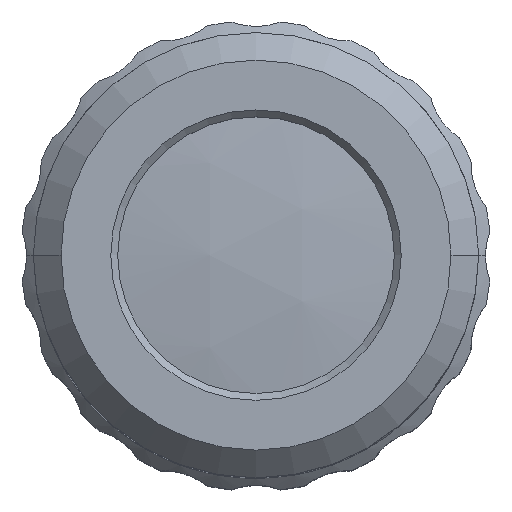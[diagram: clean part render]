
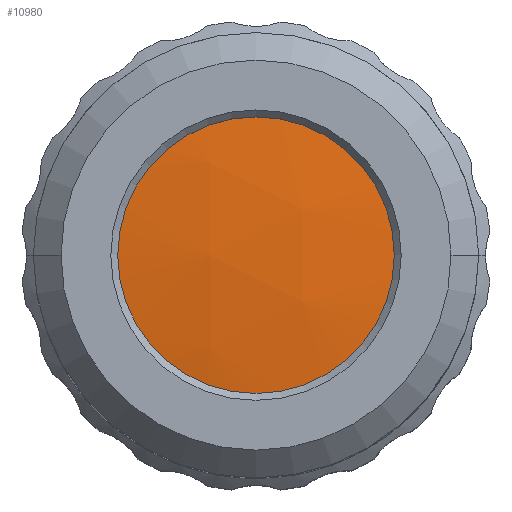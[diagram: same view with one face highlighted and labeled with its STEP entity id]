
A CAD part, top view. The second image highlights one B-rep face of the part: STEP entity #10980.
In plain terms, the highlighted spherical face has radius 75 mm.
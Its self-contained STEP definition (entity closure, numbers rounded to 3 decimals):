
#4006 = AXIS2_PLACEMENT_3D ( 'NONE', #32178, #28702, #9408 ) ;
#4633 = CARTESIAN_POINT ( 'NONE',  ( 10., 0., 67.83 ) ) ;
#6336 = ORIENTED_EDGE ( 'NONE', *, *, #11927, .T. ) ;
#9306 = AXIS2_PLACEMENT_3D ( 'NONE', #35710, #10532, #30368 ) ;
#9408 = DIRECTION ( 'NONE',  ( 1., 0., 0. ) ) ;
#10532 = DIRECTION ( 'NONE',  ( 1., 0., 0. ) ) ;
#10980 = ADVANCED_FACE ( 'NONE', ( #27253 ), #29658, .T. ) ;
#11633 = CIRCLE ( 'NONE', #4006, 10. ) ;
#11927 = EDGE_CURVE ( 'NONE', #12885, #12885, #11633, .T. ) ;
#12885 = VERTEX_POINT ( 'NONE', #4633 ) ;
#25332 = EDGE_LOOP ( 'NONE', ( #6336 ) ) ;
#27253 = FACE_OUTER_BOUND ( 'NONE', #25332, .T. ) ;
#28702 = DIRECTION ( 'NONE',  ( 0., 0., 1. ) ) ;
#29658 = SPHERICAL_SURFACE ( 'NONE', #9306, 75. ) ;
#30368 = DIRECTION ( 'NONE',  ( 0., -1., 0. ) ) ;
#32178 = CARTESIAN_POINT ( 'NONE',  ( 0., 0., 67.83 ) ) ;
#35710 = CARTESIAN_POINT ( 'NONE',  ( 0., 0., -6.5 ) ) ;
